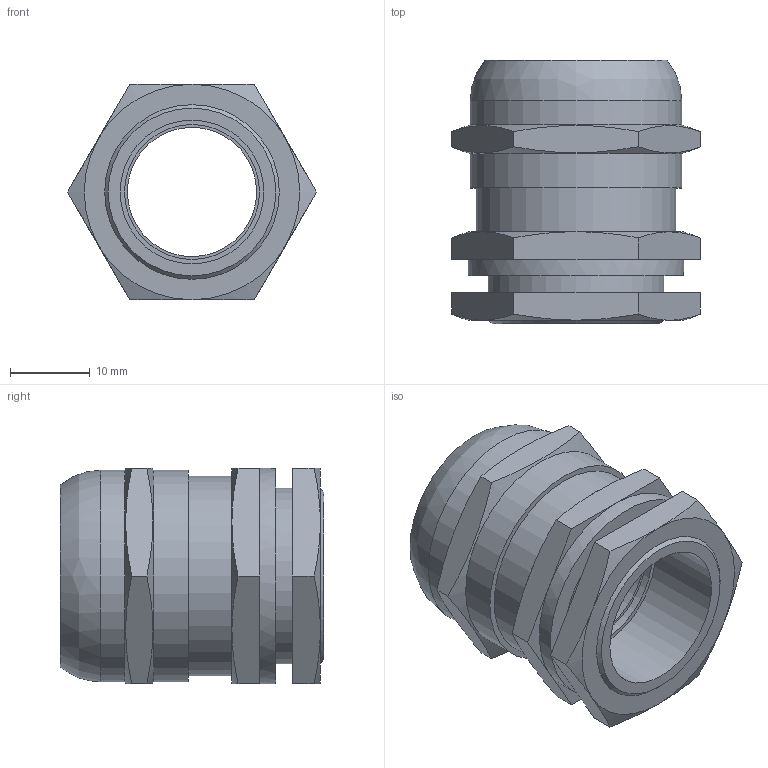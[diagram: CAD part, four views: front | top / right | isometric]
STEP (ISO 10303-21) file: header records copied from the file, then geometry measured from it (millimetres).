
FILE_DESCRIPTION(/* description */ (''),/* implementation_level */ '2;1');
FILE_NAME(/* name */ 'ЗЭТА КВ М22 (8-15) 2020.stp',/* time_stamp */ '2020-01-23T12:30:40+07:00',/* author */ ('Борисов Е'),/* organization */ (''),/* preprocessor_version */ 'ST-DEVELOPER v17',/* originating_system */ 'Autodesk Inventor 2019',/* authorisation */ '');
FILE_SCHEMA (('AUTOMOTIVE_DESIGN { 1 0 10303 214 3 1 1 }'));
Length unit declared in the file: millimetre
Products named in the file (1): Сборка М22 (8-15)
Bounding box: 31.18 x 33 x 27 mm (x, y, z)
Volume: 9824.8 mm3; surface area: 8573.6 mm2
Topology: 1 solids, 1 shells, 141 faces, 438 edges, 289 vertices
Faces by surface type: plane 91, cylinder 31, cone 18, bspline 1
Full cylindrical faces by diameter (mm): 16.2 x1, 16.8 x1, 16.9 x1, 18 x1, 21 x2, 22 x1, 23 x1, 24 x1, 25 x1, 26.5 x2, 27 x1
Entity records: 5155 total; most frequent: CARTESIAN_POINT 1041, ORIENTED_EDGE 876, DIRECTION 812, EDGE_CURVE 438, AXIS2_PLACEMENT_3D 306, VERTEX_POINT 289, LINE 200, VECTOR 200
